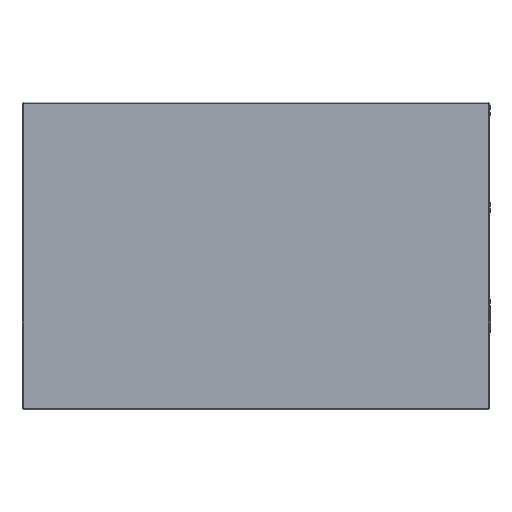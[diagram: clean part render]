
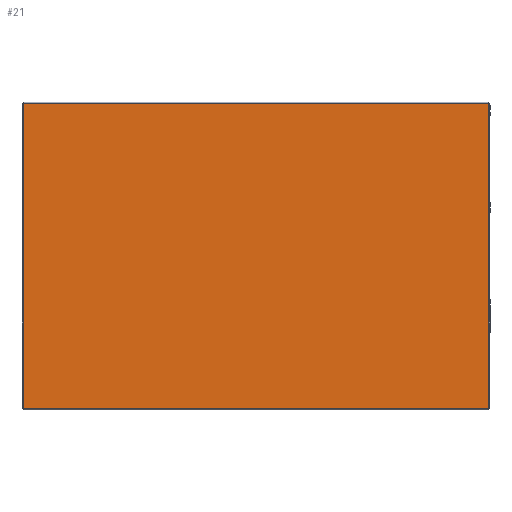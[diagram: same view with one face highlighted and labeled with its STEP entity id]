
A CAD part, top view. The second image highlights one B-rep face of the part: STEP entity #21.
In plain terms, the highlighted planar face has unit normal (0, 0, 1).
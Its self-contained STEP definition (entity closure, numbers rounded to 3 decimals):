
#21 = ADVANCED_FACE ( 'NONE', ( #1612 ), #1527, .T. ) ;
#22 = EDGE_CURVE ( 'NONE', #2352, #186, #1728, .T. ) ;
#45 = DIRECTION ( 'NONE',  ( -1., 0., 0. ) ) ;
#131 = CARTESIAN_POINT ( 'NONE',  ( -450.5, -295.5, 0. ) ) ;
#186 = VERTEX_POINT ( 'NONE', #1758 ) ;
#197 = DIRECTION ( 'NONE',  ( 1., 0., 0. ) ) ;
#305 = EDGE_LOOP ( 'NONE', ( #1693, #2313, #1116, #1362 ) ) ;
#466 = VECTOR ( 'NONE', #45, 1000. ) ;
#494 = DIRECTION ( 'NONE',  ( 0., -1., 0. ) ) ;
#510 = CARTESIAN_POINT ( 'NONE',  ( 0., 0., 0. ) ) ;
#540 = LINE ( 'NONE', #1805, #1835 ) ;
#580 = DIRECTION ( 'NONE',  ( 0., 0., 1. ) ) ;
#590 = VECTOR ( 'NONE', #1736, 1000. ) ;
#616 = VERTEX_POINT ( 'NONE', #1243 ) ;
#1006 = CARTESIAN_POINT ( 'NONE',  ( 450.5, 295.5, 0. ) ) ;
#1086 = LINE ( 'NONE', #131, #1927 ) ;
#1105 = EDGE_CURVE ( 'NONE', #616, #2057, #1086, .T. ) ;
#1116 = ORIENTED_EDGE ( 'NONE', *, *, #22, .T. ) ;
#1243 = CARTESIAN_POINT ( 'NONE',  ( -450.5, 295.5, 0. ) ) ;
#1281 = AXIS2_PLACEMENT_3D ( 'NONE', #510, #580, #197 ) ;
#1354 = CARTESIAN_POINT ( 'NONE',  ( 450.5, -295.5, 0. ) ) ;
#1360 = EDGE_CURVE ( 'NONE', #186, #616, #1983, .T. ) ;
#1362 = ORIENTED_EDGE ( 'NONE', *, *, #1360, .T. ) ;
#1526 = EDGE_CURVE ( 'NONE', #2057, #2352, #540, .T. ) ;
#1527 = PLANE ( 'NONE',  #1281 ) ;
#1601 = CARTESIAN_POINT ( 'NONE',  ( -450.5, -295.5, 0. ) ) ;
#1612 = FACE_OUTER_BOUND ( 'NONE', #305, .T. ) ;
#1693 = ORIENTED_EDGE ( 'NONE', *, *, #1105, .T. ) ;
#1728 = LINE ( 'NONE', #1354, #590 ) ;
#1736 = DIRECTION ( 'NONE',  ( 0., 1., 0. ) ) ;
#1758 = CARTESIAN_POINT ( 'NONE',  ( 450.5, 295.5, 0. ) ) ;
#1805 = CARTESIAN_POINT ( 'NONE',  ( 450.5, -295.5, 0. ) ) ;
#1835 = VECTOR ( 'NONE', #2046, 1000. ) ;
#1927 = VECTOR ( 'NONE', #494, 1000. ) ;
#1983 = LINE ( 'NONE', #1006, #466 ) ;
#2046 = DIRECTION ( 'NONE',  ( 1., 0., 0. ) ) ;
#2057 = VERTEX_POINT ( 'NONE', #1601 ) ;
#2313 = ORIENTED_EDGE ( 'NONE', *, *, #1526, .T. ) ;
#2352 = VERTEX_POINT ( 'NONE', #2446 ) ;
#2446 = CARTESIAN_POINT ( 'NONE',  ( 450.5, -295.5, 0. ) ) ;
